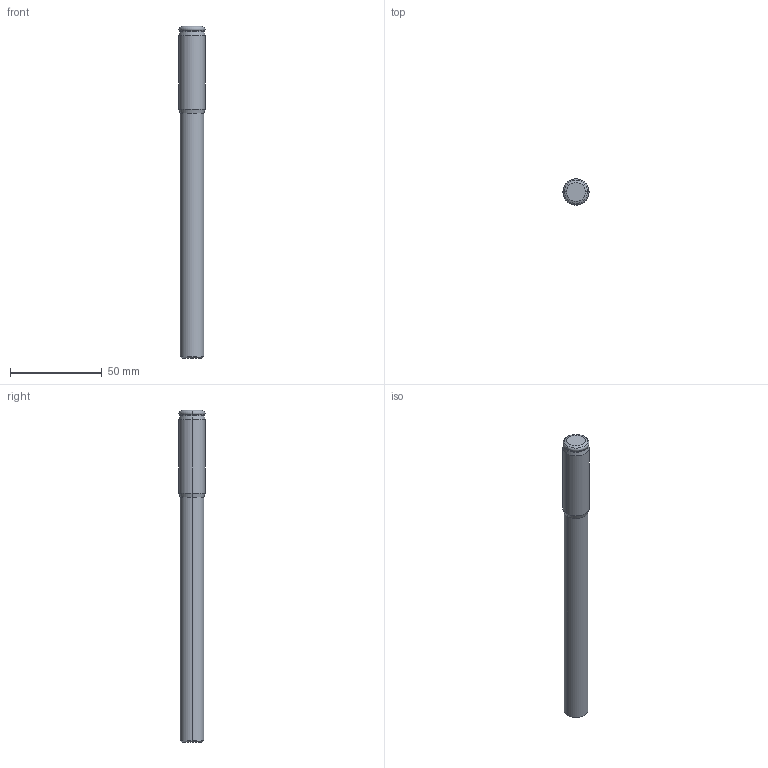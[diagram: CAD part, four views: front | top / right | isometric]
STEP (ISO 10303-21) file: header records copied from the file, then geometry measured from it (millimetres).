
FILE_DESCRIPTION (( 'STEP AP203' ), '1' );
FILE_NAME ('03-2947.STEP', '2023-06-19T20:24:21', ( '' ), ( '' ), 'SwSTEP 2.0', 'SolidWorks 2022', '' );
FILE_SCHEMA (( 'CONFIG_CONTROL_DESIGN' ));
Length unit declared in the file: millimetre
Products named in the file (1): 03-2947
Bounding box: 14.28 x 14.28 x 181.42 mm (x, y, z)
Volume: 25538.2 mm3; surface area: 7874.6 mm2
Topology: 1 solids, 1 shells, 22 faces, 42 edges, 22 vertices
Faces by surface type: cone 10, torus 6, cylinder 4, plane 2
Entity records: 627 total; most frequent: DIRECTION 116, CARTESIAN_POINT 87, ORIENTED_EDGE 84, AXIS2_PLACEMENT_3D 51, EDGE_CURVE 42, CIRCLE 28, FACE_OUTER_BOUND 22, EDGE_LOOP 22
